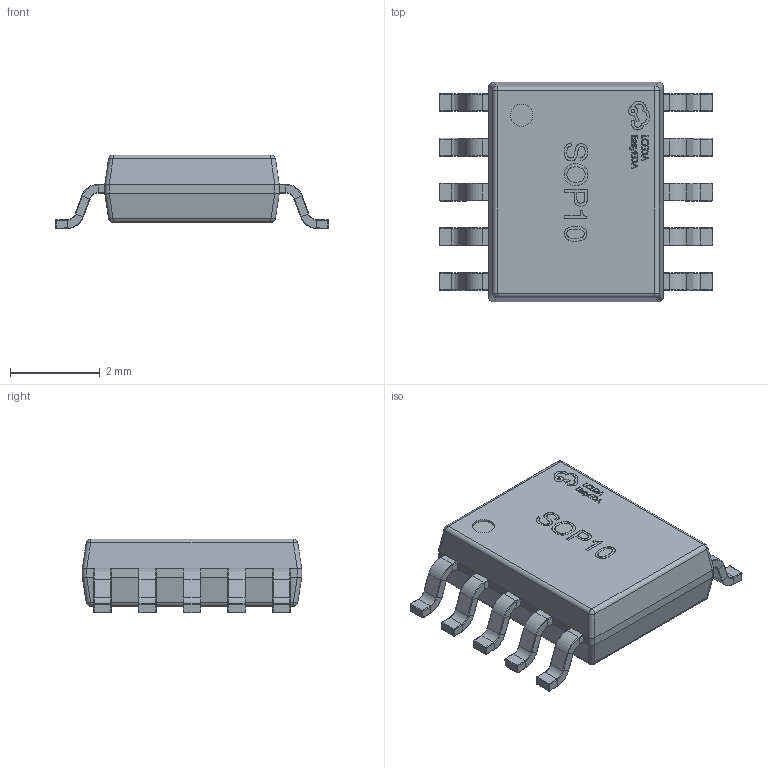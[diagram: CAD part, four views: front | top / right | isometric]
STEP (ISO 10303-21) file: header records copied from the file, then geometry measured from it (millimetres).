
FILE_DESCRIPTION (( 'STEP AP214' ), '1' );
FILE_NAME ('SOP-10_L4.9-W3.9-H1.5-LS6.0-P1.0.step', '2022-07-26T10:00:11', ( '' ), ( '' ), 'SwSTEP 2.0', 'SolidWorks 2020', '' );
FILE_SCHEMA (( 'AUTOMOTIVE_DESIGN' ));
Length unit declared in the file: millimetre
Products named in the file (1): SOP-10_L4.9-W3.9-H1.5-LS6.0-P1.0
Bounding box: 6.11 x 4.9 x 1.65 mm (x, y, z)
Volume: 28.7 mm3; surface area: 79.9 mm2
Topology: 24 solids, 24 shells, 927 faces, 2145 edges, 1262 vertices
Faces by surface type: plane 399, cylinder 232, bspline 158, torus 80, sphere 58
Entity records: 38688 total; most frequent: CARTESIAN_POINT 9009, ORIENTED_EDGE 4210, DIRECTION 3839, EDGE_CURVE 2105, AXIS2_PLACEMENT_3D 1308, VERTEX_POINT 1242, VECTOR 1223, LINE 1223
